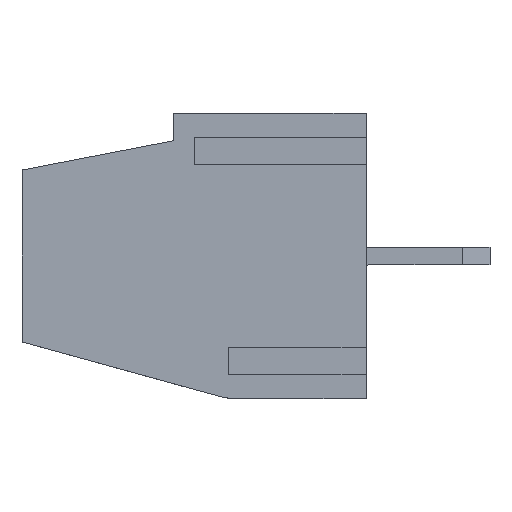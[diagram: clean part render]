
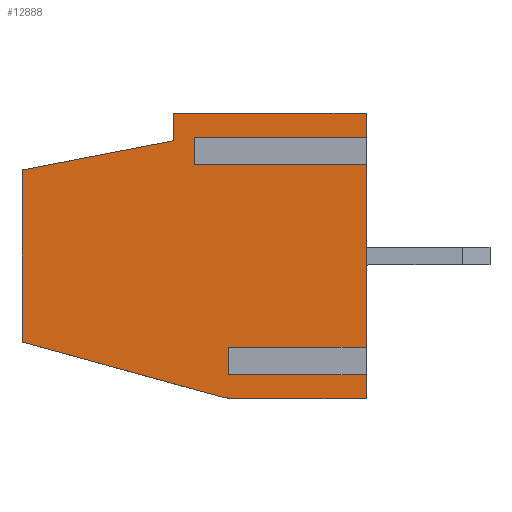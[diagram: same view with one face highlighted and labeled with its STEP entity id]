
A CAD part, left-side view. The second image highlights one B-rep face of the part: STEP entity #12888.
In plain terms, the highlighted planar face has unit normal (-1, 0, 0).
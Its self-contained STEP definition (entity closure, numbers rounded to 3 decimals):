
#12 = ORIENTED_EDGE ( 'NONE', *, *, #13585, .F. ) ;
#45 = CARTESIAN_POINT ( 'NONE',  ( 0., 5.6, 0. ) ) ;
#117 = VECTOR ( 'NONE', #6461, 1000. ) ;
#126 = CARTESIAN_POINT ( 'NONE',  ( 0., 5., -1.35 ) ) ;
#385 = DIRECTION ( 'NONE',  ( 0., 0., 1. ) ) ;
#560 = LINE ( 'NONE', #4892, #9686 ) ;
#622 = EDGE_CURVE ( 'NONE', #2916, #8734, #3222, .T. ) ;
#776 = DIRECTION ( 'NONE',  ( -1., 0., 0. ) ) ;
#851 = EDGE_CURVE ( 'NONE', #13372, #1214, #7441, .T. ) ;
#944 = LINE ( 'NONE', #11750, #4692 ) ;
#1010 = VECTOR ( 'NONE', #385, 1000. ) ;
#1038 = CIRCLE ( 'NONE', #2410, 2. ) ;
#1214 = VERTEX_POINT ( 'NONE', #9907 ) ;
#1343 = EDGE_CURVE ( 'NONE', #10890, #6999, #4911, .T. ) ;
#1422 = EDGE_CURVE ( 'NONE', #9679, #5516, #12694, .T. ) ;
#1428 = CARTESIAN_POINT ( 'NONE',  ( 0., 10., -6.65 ) ) ;
#1478 = EDGE_LOOP ( 'NONE', ( #13505, #6681, #12, #13380, #7737, #12587, #10524, #13627, #13938, #6110, #4768, #6590, #5195, #7163, #2239, #3117 ) ) ;
#1692 = DIRECTION ( 'NONE',  ( 0., -0.982, 0.19 ) ) ;
#1817 = EDGE_CURVE ( 'NONE', #4847, #2916, #13685, .T. ) ;
#1950 = LINE ( 'NONE', #2949, #6596 ) ;
#2116 = DIRECTION ( 'NONE',  ( 0., -1., 0. ) ) ;
#2182 = LINE ( 'NONE', #126, #2341 ) ;
#2189 = DIRECTION ( 'NONE',  ( 0., -1., 0. ) ) ;
#2239 = ORIENTED_EDGE ( 'NONE', *, *, #12981, .F. ) ;
#2341 = VECTOR ( 'NONE', #10762, 1000. ) ;
#2410 = AXIS2_PLACEMENT_3D ( 'NONE', #6302, #776, #13774 ) ;
#2634 = CARTESIAN_POINT ( 'NONE',  ( 0., 0., 0. ) ) ;
#2871 = AXIS2_PLACEMENT_3D ( 'NONE', #2634, #8098, #3559 ) ;
#2916 = VERTEX_POINT ( 'NONE', #6521 ) ;
#2920 = CARTESIAN_POINT ( 'NONE',  ( 0., 5.6, -0.8 ) ) ;
#2949 = CARTESIAN_POINT ( 'NONE',  ( 0., 5.6, -0.8 ) ) ;
#2985 = CARTESIAN_POINT ( 'NONE',  ( 0., 5., -1.35 ) ) ;
#3079 = CARTESIAN_POINT ( 'NONE',  ( 0., 4., -7.45 ) ) ;
#3117 = ORIENTED_EDGE ( 'NONE', *, *, #1343, .F. ) ;
#3120 = CARTESIAN_POINT ( 'NONE',  ( 0., 5., -0.85 ) ) ;
#3126 = EDGE_CURVE ( 'NONE', #5960, #4968, #944, .T. ) ;
#3129 = VECTOR ( 'NONE', #7224, 1000. ) ;
#3222 = LINE ( 'NONE', #9760, #117 ) ;
#3367 = EDGE_CURVE ( 'NONE', #8263, #10890, #5841, .T. ) ;
#3401 = CARTESIAN_POINT ( 'NONE',  ( 0., 0., -0.85 ) ) ;
#3559 = DIRECTION ( 'NONE',  ( 0., 0., -1. ) ) ;
#3661 = EDGE_CURVE ( 'NONE', #4968, #11856, #13687, .T. ) ;
#3672 = VECTOR ( 'NONE', #11628, 1000. ) ;
#3704 = CARTESIAN_POINT ( 'NONE',  ( 0., 0., -8.3 ) ) ;
#3754 = VECTOR ( 'NONE', #3896, 1000. ) ;
#3896 = DIRECTION ( 'NONE',  ( 0., -1., 0. ) ) ;
#3970 = CARTESIAN_POINT ( 'NONE',  ( 0., 0., 0. ) ) ;
#3985 = DIRECTION ( 'NONE',  ( 0., 0., 1. ) ) ;
#4250 = VECTOR ( 'NONE', #7121, 1000. ) ;
#4382 = CARTESIAN_POINT ( 'NONE',  ( 0., 5., -1.35 ) ) ;
#4388 = VECTOR ( 'NONE', #8588, 1000. ) ;
#4442 = VERTEX_POINT ( 'NONE', #13565 ) ;
#4544 = PLANE ( 'NONE',  #2871 ) ;
#4692 = VECTOR ( 'NONE', #8413, 1000. ) ;
#4752 = FACE_OUTER_BOUND ( 'NONE', #1478, .T. ) ;
#4768 = ORIENTED_EDGE ( 'NONE', *, *, #13037, .T. ) ;
#4847 = VERTEX_POINT ( 'NONE', #45 ) ;
#4892 = CARTESIAN_POINT ( 'NONE',  ( 0., 10., -1.65 ) ) ;
#4911 = LINE ( 'NONE', #1428, #1010 ) ;
#4968 = VERTEX_POINT ( 'NONE', #10132 ) ;
#5103 = VECTOR ( 'NONE', #2116, 1000. ) ;
#5116 = CARTESIAN_POINT ( 'NONE',  ( 0., 10., -6.65 ) ) ;
#5195 = ORIENTED_EDGE ( 'NONE', *, *, #1817, .F. ) ;
#5516 = VERTEX_POINT ( 'NONE', #9459 ) ;
#5841 = LINE ( 'NONE', #6776, #7411 ) ;
#5960 = VERTEX_POINT ( 'NONE', #3079 ) ;
#6110 = ORIENTED_EDGE ( 'NONE', *, *, #1422, .T. ) ;
#6302 = CARTESIAN_POINT ( 'NONE',  ( 0., 3.73, -6.3 ) ) ;
#6350 = LINE ( 'NONE', #3120, #8541 ) ;
#6461 = DIRECTION ( 'NONE',  ( 0., 0., -1. ) ) ;
#6521 = CARTESIAN_POINT ( 'NONE',  ( 0., 0., 0. ) ) ;
#6571 = LINE ( 'NONE', #8732, #4388 ) ;
#6590 = ORIENTED_EDGE ( 'NONE', *, *, #622, .F. ) ;
#6596 = VECTOR ( 'NONE', #7269, 1000. ) ;
#6681 = ORIENTED_EDGE ( 'NONE', *, *, #12681, .T. ) ;
#6776 = CARTESIAN_POINT ( 'NONE',  ( 0., 4., -8.3 ) ) ;
#6803 = EDGE_CURVE ( 'NONE', #4442, #1214, #11425, .T. ) ;
#6999 = VERTEX_POINT ( 'NONE', #13394 ) ;
#7121 = DIRECTION ( 'NONE',  ( 0., 1., 0. ) ) ;
#7163 = ORIENTED_EDGE ( 'NONE', *, *, #8874, .F. ) ;
#7224 = DIRECTION ( 'NONE',  ( 0., 0., -1. ) ) ;
#7269 = DIRECTION ( 'NONE',  ( 0., 0., 1. ) ) ;
#7411 = VECTOR ( 'NONE', #9214, 1000. ) ;
#7441 = LINE ( 'NONE', #14040, #5103 ) ;
#7737 = ORIENTED_EDGE ( 'NONE', *, *, #3126, .F. ) ;
#8098 = DIRECTION ( 'NONE',  ( 1., 0., 0. ) ) ;
#8166 = CARTESIAN_POINT ( 'NONE',  ( 0., 5.6, 0. ) ) ;
#8263 = VERTEX_POINT ( 'NONE', #11513 ) ;
#8265 = VERTEX_POINT ( 'NONE', #2920 ) ;
#8413 = DIRECTION ( 'NONE',  ( 0., -1., 0. ) ) ;
#8541 = VECTOR ( 'NONE', #2189, 1000. ) ;
#8588 = DIRECTION ( 'NONE',  ( 0., 0., 1. ) ) ;
#8732 = CARTESIAN_POINT ( 'NONE',  ( 0., 4., -7.6 ) ) ;
#8734 = VERTEX_POINT ( 'NONE', #3401 ) ;
#8874 = EDGE_CURVE ( 'NONE', #8265, #4847, #1950, .T. ) ;
#9214 = DIRECTION ( 'NONE',  ( 0., 0.964, 0.265 ) ) ;
#9459 = CARTESIAN_POINT ( 'NONE',  ( 0., 5., -0.85 ) ) ;
#9679 = VERTEX_POINT ( 'NONE', #4382 ) ;
#9686 = VECTOR ( 'NONE', #1692, 1000. ) ;
#9760 = CARTESIAN_POINT ( 'NONE',  ( 0., 0., 0. ) ) ;
#9907 = CARTESIAN_POINT ( 'NONE',  ( 0., 0., -6.95 ) ) ;
#10091 = VECTOR ( 'NONE', #3985, 1000. ) ;
#10132 = CARTESIAN_POINT ( 'NONE',  ( 0., 0., -7.45 ) ) ;
#10133 = EDGE_CURVE ( 'NONE', #9679, #4442, #2182, .T. ) ;
#10150 = EDGE_CURVE ( 'NONE', #5960, #13372, #6571, .T. ) ;
#10260 = CARTESIAN_POINT ( 'NONE',  ( 0., 0., -8.3 ) ) ;
#10339 = CARTESIAN_POINT ( 'NONE',  ( 0., 4., -6.95 ) ) ;
#10453 = LINE ( 'NONE', #10260, #4250 ) ;
#10524 = ORIENTED_EDGE ( 'NONE', *, *, #851, .T. ) ;
#10762 = DIRECTION ( 'NONE',  ( 0., -1., 0. ) ) ;
#10890 = VERTEX_POINT ( 'NONE', #5116 ) ;
#11425 = LINE ( 'NONE', #11491, #3672 ) ;
#11491 = CARTESIAN_POINT ( 'NONE',  ( 0., 0., 0. ) ) ;
#11513 = CARTESIAN_POINT ( 'NONE',  ( 0., 4.26, -8.228 ) ) ;
#11628 = DIRECTION ( 'NONE',  ( 0., 0., -1. ) ) ;
#11750 = CARTESIAN_POINT ( 'NONE',  ( 0., 5., -7.45 ) ) ;
#11856 = VERTEX_POINT ( 'NONE', #3704 ) ;
#12328 = CARTESIAN_POINT ( 'NONE',  ( 0., 3.73, -8.3 ) ) ;
#12587 = ORIENTED_EDGE ( 'NONE', *, *, #10150, .T. ) ;
#12681 = EDGE_CURVE ( 'NONE', #8263, #13203, #1038, .T. ) ;
#12694 = LINE ( 'NONE', #2985, #10091 ) ;
#12888 = ADVANCED_FACE ( 'NONE', ( #4752 ), #4544, .F. ) ;
#12981 = EDGE_CURVE ( 'NONE', #6999, #8265, #560, .T. ) ;
#13037 = EDGE_CURVE ( 'NONE', #5516, #8734, #6350, .T. ) ;
#13203 = VERTEX_POINT ( 'NONE', #12328 ) ;
#13372 = VERTEX_POINT ( 'NONE', #10339 ) ;
#13380 = ORIENTED_EDGE ( 'NONE', *, *, #3661, .F. ) ;
#13394 = CARTESIAN_POINT ( 'NONE',  ( 0., 10., -1.65 ) ) ;
#13505 = ORIENTED_EDGE ( 'NONE', *, *, #3367, .F. ) ;
#13565 = CARTESIAN_POINT ( 'NONE',  ( 0., 0., -1.35 ) ) ;
#13585 = EDGE_CURVE ( 'NONE', #11856, #13203, #10453, .T. ) ;
#13627 = ORIENTED_EDGE ( 'NONE', *, *, #6803, .F. ) ;
#13685 = LINE ( 'NONE', #8166, #3754 ) ;
#13687 = LINE ( 'NONE', #3970, #3129 ) ;
#13774 = DIRECTION ( 'NONE',  ( 0., 0., -1. ) ) ;
#13938 = ORIENTED_EDGE ( 'NONE', *, *, #10133, .F. ) ;
#14040 = CARTESIAN_POINT ( 'NONE',  ( 0., 5., -6.95 ) ) ;
